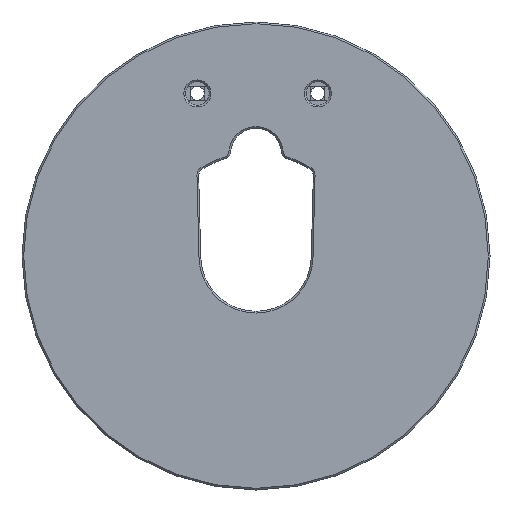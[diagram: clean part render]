
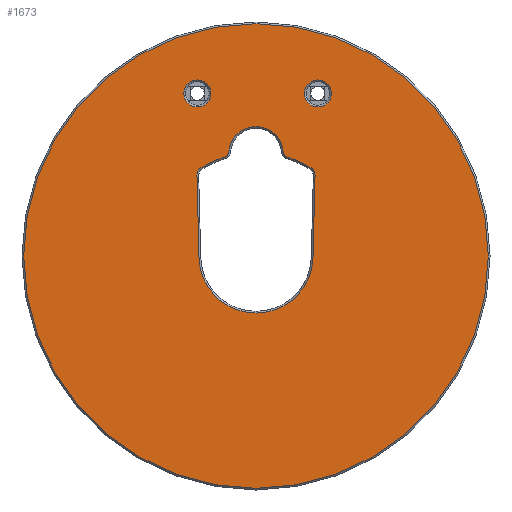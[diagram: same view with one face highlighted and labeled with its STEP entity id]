
A CAD part, front view. The second image highlights one B-rep face of the part: STEP entity #1673.
In plain terms, the highlighted planar face has unit normal (0, -1, 0).
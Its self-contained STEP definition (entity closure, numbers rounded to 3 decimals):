
#71=FACE_BOUND('',#342,.T.);
#72=FACE_BOUND('',#343,.T.);
#73=FACE_BOUND('',#344,.T.);
#121=CIRCLE('',#1809,2.);
#122=CIRCLE('',#1811,24.4);
#125=CIRCLE('',#1815,1.2);
#126=CIRCLE('',#1817,6.4);
#129=CIRCLE('',#1821,1.2);
#130=CIRCLE('',#1823,24.4);
#133=CIRCLE('',#1827,2.);
#134=CIRCLE('',#1830,13.4);
#140=CIRCLE('',#1842,54.6);
#141=CIRCLE('',#1843,3.179);
#142=CIRCLE('',#1844,3.179);
#241=FACE_OUTER_BOUND('',#341,.T.);
#341=EDGE_LOOP('',(#1351));
#342=EDGE_LOOP('',(#1352));
#343=EDGE_LOOP('',(#1353));
#344=EDGE_LOOP('',(#1354,#1355,#1356,#1357,#1358,#1359,#1360,#1361,#1362,
#1363));
#480=LINE('',#2623,#632);
#491=LINE('',#2673,#643);
#632=VECTOR('',#2141,10.);
#643=VECTOR('',#2196,10.);
#767=VERTEX_POINT('',#2620);
#768=VERTEX_POINT('',#2622);
#771=VERTEX_POINT('',#2630);
#773=VERTEX_POINT('',#2635);
#775=VERTEX_POINT('',#2642);
#777=VERTEX_POINT('',#2647);
#779=VERTEX_POINT('',#2654);
#781=VERTEX_POINT('',#2659);
#783=VERTEX_POINT('',#2666);
#785=VERTEX_POINT('',#2671);
#792=VERTEX_POINT('',#2701);
#793=VERTEX_POINT('',#2703);
#794=VERTEX_POINT('',#2705);
#959=EDGE_CURVE('',#767,#768,#480,.T.);
#964=EDGE_CURVE('',#771,#767,#121,.T.);
#966=EDGE_CURVE('',#773,#771,#122,.T.);
#970=EDGE_CURVE('',#775,#773,#125,.T.);
#972=EDGE_CURVE('',#777,#775,#126,.T.);
#976=EDGE_CURVE('',#779,#777,#129,.T.);
#978=EDGE_CURVE('',#781,#779,#130,.T.);
#982=EDGE_CURVE('',#783,#781,#133,.T.);
#984=EDGE_CURVE('',#785,#783,#491,.T.);
#986=EDGE_CURVE('',#768,#785,#134,.T.);
#999=EDGE_CURVE('',#792,#792,#140,.T.);
#1000=EDGE_CURVE('',#793,#793,#141,.T.);
#1001=EDGE_CURVE('',#794,#794,#142,.T.);
#1351=ORIENTED_EDGE('',*,*,#999,.F.);
#1352=ORIENTED_EDGE('',*,*,#1000,.F.);
#1353=ORIENTED_EDGE('',*,*,#1001,.F.);
#1354=ORIENTED_EDGE('',*,*,#959,.F.);
#1355=ORIENTED_EDGE('',*,*,#964,.F.);
#1356=ORIENTED_EDGE('',*,*,#966,.F.);
#1357=ORIENTED_EDGE('',*,*,#970,.F.);
#1358=ORIENTED_EDGE('',*,*,#972,.F.);
#1359=ORIENTED_EDGE('',*,*,#976,.F.);
#1360=ORIENTED_EDGE('',*,*,#978,.F.);
#1361=ORIENTED_EDGE('',*,*,#982,.F.);
#1362=ORIENTED_EDGE('',*,*,#984,.F.);
#1363=ORIENTED_EDGE('',*,*,#986,.F.);
#1597=PLANE('',#1841);
#1673=ADVANCED_FACE('',(#241,#71,#72,#73),#1597,.F.);
#1809=AXIS2_PLACEMENT_3D('',#2632,#2149,#2150);
#1811=AXIS2_PLACEMENT_3D('',#2637,#2154,#2155);
#1815=AXIS2_PLACEMENT_3D('',#2644,#2163,#2164);
#1817=AXIS2_PLACEMENT_3D('',#2649,#2168,#2169);
#1821=AXIS2_PLACEMENT_3D('',#2656,#2177,#2178);
#1823=AXIS2_PLACEMENT_3D('',#2661,#2182,#2183);
#1827=AXIS2_PLACEMENT_3D('',#2668,#2191,#2192);
#1830=AXIS2_PLACEMENT_3D('',#2676,#2200,#2201);
#1841=AXIS2_PLACEMENT_3D('',#2700,#2229,#2230);
#1842=AXIS2_PLACEMENT_3D('',#2702,#2231,#2232);
#1843=AXIS2_PLACEMENT_3D('',#2704,#2233,#2234);
#1844=AXIS2_PLACEMENT_3D('',#2706,#2235,#2236);
#2141=DIRECTION('',(0.025,0.,-1.));
#2149=DIRECTION('center_axis',(0.,-1.,0.));
#2150=DIRECTION('ref_axis',(-0.881,0.,0.474));
#2154=DIRECTION('center_axis',(0.,-1.,0.));
#2155=DIRECTION('ref_axis',(-0.563,0.,0.827));
#2163=DIRECTION('center_axis',(0.,1.,0.));
#2164=DIRECTION('ref_axis',(0.787,0.,-0.617));
#2168=DIRECTION('center_axis',(0.,-1.,0.));
#2169=DIRECTION('ref_axis',(1.,0.,0.));
#2177=DIRECTION('center_axis',(0.,1.,0.));
#2178=DIRECTION('ref_axis',(-0.787,0.,-0.617));
#2182=DIRECTION('center_axis',(0.,-1.,0.));
#2183=DIRECTION('ref_axis',(-0.563,0.,0.827));
#2191=DIRECTION('center_axis',(0.,-1.,0.));
#2192=DIRECTION('ref_axis',(0.881,0.,0.474));
#2196=DIRECTION('',(0.025,0.,1.));
#2200=DIRECTION('center_axis',(0.,-1.,0.));
#2201=DIRECTION('ref_axis',(1.,0.,0.));
#2229=DIRECTION('center_axis',(0.,1.,0.));
#2230=DIRECTION('ref_axis',(1.,0.,0.));
#2231=DIRECTION('center_axis',(0.,1.,0.));
#2232=DIRECTION('ref_axis',(1.,0.,0.));
#2233=DIRECTION('center_axis',(0.,-1.,0.));
#2234=DIRECTION('ref_axis',(0.,0.,1.));
#2235=DIRECTION('center_axis',(0.,-1.,0.));
#2236=DIRECTION('ref_axis',(0.,0.,1.));
#2620=CARTESIAN_POINT('',(-13.878,-4.,18.941));
#2622=CARTESIAN_POINT('',(-13.396,-4.,-0.335));
#2623=CARTESIAN_POINT('',(-13.648,-4.,9.749));
#2630=CARTESIAN_POINT('',(-12.939,-4.,20.687));
#2632=CARTESIAN_POINT('Origin',(-11.878,-4.,18.991));
#2635=CARTESIAN_POINT('',(-7.231,-4.,23.304));
#2637=CARTESIAN_POINT('Origin',(0.,-4.,0.));
#2642=CARTESIAN_POINT('',(-6.389,-4.,24.379));
#2644=CARTESIAN_POINT('Origin',(-7.587,-4.,24.45));
#2647=CARTESIAN_POINT('',(6.389,-4.,24.379));
#2649=CARTESIAN_POINT('Origin',(0.,-4.,24.));
#2654=CARTESIAN_POINT('',(7.231,-4.,23.304));
#2656=CARTESIAN_POINT('Origin',(7.587,-4.,24.45));
#2659=CARTESIAN_POINT('',(12.939,-4.,20.687));
#2661=CARTESIAN_POINT('Origin',(0.,-4.,0.));
#2666=CARTESIAN_POINT('',(13.878,-4.,18.941));
#2668=CARTESIAN_POINT('Origin',(11.878,-4.,18.991));
#2671=CARTESIAN_POINT('',(13.396,-4.,-0.335));
#2673=CARTESIAN_POINT('',(13.396,-4.,-0.335));
#2676=CARTESIAN_POINT('Origin',(0.,-4.,0.));
#2700=CARTESIAN_POINT('Origin',(0.,-4.,0.));
#2701=CARTESIAN_POINT('',(-54.6,-4.,0.));
#2702=CARTESIAN_POINT('Origin',(0.,-4.,0.));
#2703=CARTESIAN_POINT('',(14.533,-4.,35.025));
#2704=CARTESIAN_POINT('Origin',(14.533,-4.,38.204));
#2705=CARTESIAN_POINT('',(-13.788,-4.,35.025));
#2706=CARTESIAN_POINT('Origin',(-13.788,-4.,38.204));
